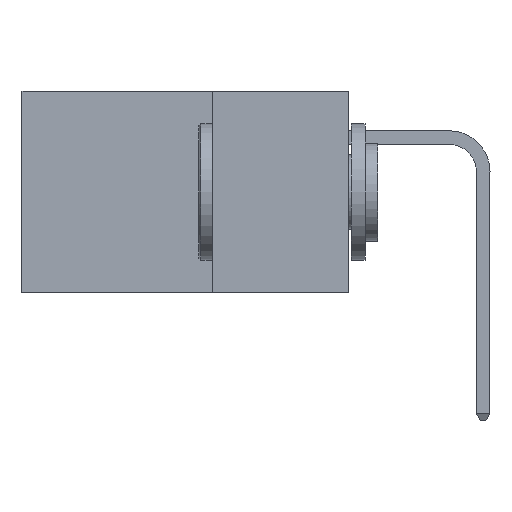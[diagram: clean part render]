
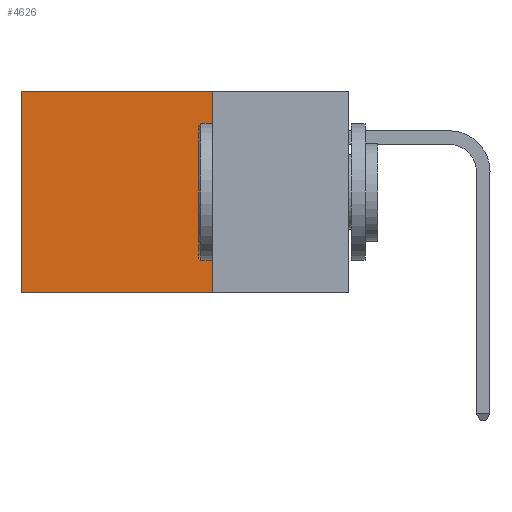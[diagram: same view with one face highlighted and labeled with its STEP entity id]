
A CAD part, left-side view. The second image highlights one B-rep face of the part: STEP entity #4626.
In plain terms, the highlighted planar face has unit normal (-1, 0, 0).
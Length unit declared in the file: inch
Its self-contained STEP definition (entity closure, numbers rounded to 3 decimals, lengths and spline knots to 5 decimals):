
#154 = EDGE_CURVE ( 'NONE', #13363, #17328, #18422, .T. ) ;
#355 = DIRECTION ( 'NONE',  ( 0., 0., -1. ) ) ;
#1080 = EDGE_CURVE ( 'NONE', #7295, #13960, #23466, .T. ) ;
#1324 = DIRECTION ( 'NONE',  ( 0., 1., 0. ) ) ;
#2278 = LINE ( 'NONE', #3036, #13758 ) ;
#3036 = CARTESIAN_POINT ( 'NONE',  ( 0.2875, 0.25, 0. ) ) ;
#4210 = EDGE_CURVE ( 'NONE', #13363, #7295, #2278, .T. ) ;
#4626 = ADVANCED_FACE ( 'NONE', ( #9063 ), #6524, .F. ) ;
#4861 = CARTESIAN_POINT ( 'NONE',  ( 0.2875, 0.25, 0. ) ) ;
#5724 = DIRECTION ( 'NONE',  ( 0., 0., -1. ) ) ;
#6524 = PLANE ( 'NONE',  #20093 ) ;
#7295 = VERTEX_POINT ( 'NONE', #21859 ) ;
#8990 = CARTESIAN_POINT ( 'NONE',  ( 0.2875, 0.6, -0.37 ) ) ;
#9063 = FACE_OUTER_BOUND ( 'NONE', #22724, .T. ) ;
#10868 = DIRECTION ( 'NONE',  ( 0., 0., -1. ) ) ;
#11259 = VECTOR ( 'NONE', #355, 39.37008 ) ;
#11935 = LINE ( 'NONE', #27198, #23465 ) ;
#13363 = VERTEX_POINT ( 'NONE', #4861 ) ;
#13367 = ORIENTED_EDGE ( 'NONE', *, *, #1080, .T. ) ;
#13758 = VECTOR ( 'NONE', #18153, 39.37008 ) ;
#13960 = VERTEX_POINT ( 'NONE', #8990 ) ;
#15621 = ORIENTED_EDGE ( 'NONE', *, *, #4210, .T. ) ;
#16318 = EDGE_CURVE ( 'NONE', #17328, #13960, #11935, .T. ) ;
#17328 = VERTEX_POINT ( 'NONE', #26689 ) ;
#17620 = ORIENTED_EDGE ( 'NONE', *, *, #154, .F. ) ;
#18153 = DIRECTION ( 'NONE',  ( 0., 1., 0. ) ) ;
#18422 = LINE ( 'NONE', #21281, #23517 ) ;
#19831 = CARTESIAN_POINT ( 'NONE',  ( 0.2875, 0.6, 0. ) ) ;
#20093 = AXIS2_PLACEMENT_3D ( 'NONE', #21678, #23845, #10868 ) ;
#21281 = CARTESIAN_POINT ( 'NONE',  ( 0.2875, 0.25, 0. ) ) ;
#21678 = CARTESIAN_POINT ( 'NONE',  ( 0.2875, 0.25, 0. ) ) ;
#21859 = CARTESIAN_POINT ( 'NONE',  ( 0.2875, 0.6, 0. ) ) ;
#22521 = ORIENTED_EDGE ( 'NONE', *, *, #16318, .F. ) ;
#22724 = EDGE_LOOP ( 'NONE', ( #13367, #22521, #17620, #15621 ) ) ;
#23465 = VECTOR ( 'NONE', #1324, 39.37008 ) ;
#23466 = LINE ( 'NONE', #19831, #11259 ) ;
#23517 = VECTOR ( 'NONE', #5724, 39.37008 ) ;
#23845 = DIRECTION ( 'NONE',  ( 1., 0., 0. ) ) ;
#26689 = CARTESIAN_POINT ( 'NONE',  ( 0.2875, 0.25, -0.37 ) ) ;
#27198 = CARTESIAN_POINT ( 'NONE',  ( 0.2875, 0.25, -0.37 ) ) ;
